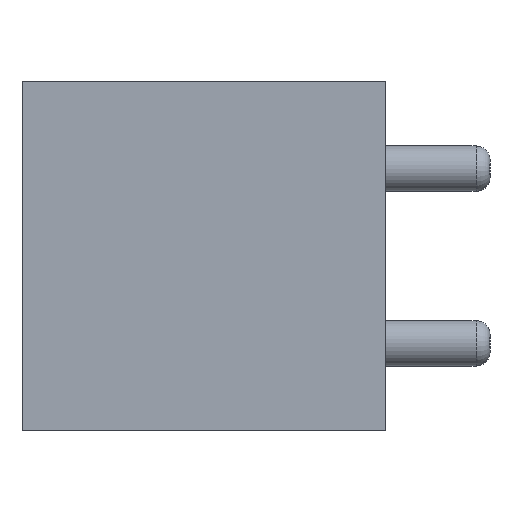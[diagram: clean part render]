
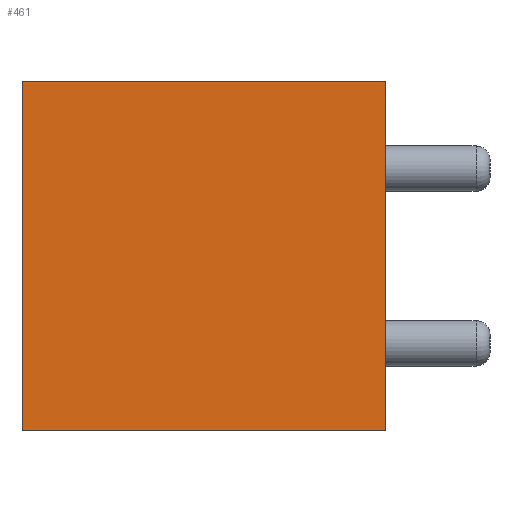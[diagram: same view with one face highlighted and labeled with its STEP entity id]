
A CAD part, left-side view. The second image highlights one B-rep face of the part: STEP entity #461.
In plain terms, the highlighted planar face has unit normal (-1, 0, 0).
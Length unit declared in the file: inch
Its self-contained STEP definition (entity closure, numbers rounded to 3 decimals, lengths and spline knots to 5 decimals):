
#28 = VECTOR ( 'NONE', #187, 39.37008 ) ;
#93 = EDGE_CURVE ( 'NONE', #1072, #113, #581, .T. ) ;
#113 = VERTEX_POINT ( 'NONE', #1178 ) ;
#116 = CARTESIAN_POINT ( 'NONE',  ( -0.59055, 0., -0.19685 ) ) ;
#134 = VECTOR ( 'NONE', #668, 39.37008 ) ;
#187 = DIRECTION ( 'NONE',  ( 0., 0., 1. ) ) ;
#200 = VERTEX_POINT ( 'NONE', #116 ) ;
#276 = CARTESIAN_POINT ( 'NONE',  ( -0.59055, 0., 0.19685 ) ) ;
#370 = VECTOR ( 'NONE', #1092, 39.37008 ) ;
#407 = EDGE_LOOP ( 'NONE', ( #1162, #996, #438, #652 ) ) ;
#433 = VECTOR ( 'NONE', #1243, 39.37008 ) ;
#438 = ORIENTED_EDGE ( 'NONE', *, *, #93, .F. ) ;
#461 = ADVANCED_FACE ( 'NONE', ( #729 ), #478, .F. ) ;
#478 = PLANE ( 'NONE',  #946 ) ;
#479 = EDGE_CURVE ( 'NONE', #113, #526, #1229, .T. ) ;
#506 = LINE ( 'NONE', #563, #134 ) ;
#514 = EDGE_CURVE ( 'NONE', #1072, #200, #506, .T. ) ;
#526 = VERTEX_POINT ( 'NONE', #276 ) ;
#563 = CARTESIAN_POINT ( 'NONE',  ( -0.59055, 0.40945, -0.19685 ) ) ;
#581 = LINE ( 'NONE', #766, #28 ) ;
#629 = LINE ( 'NONE', #1194, #370 ) ;
#652 = ORIENTED_EDGE ( 'NONE', *, *, #514, .T. ) ;
#668 = DIRECTION ( 'NONE',  ( 0., -1., 0. ) ) ;
#729 = FACE_OUTER_BOUND ( 'NONE', #407, .T. ) ;
#751 = CARTESIAN_POINT ( 'NONE',  ( -0.59055, 0.40945, -0.19685 ) ) ;
#766 = CARTESIAN_POINT ( 'NONE',  ( -0.59055, 0.40945, -0.19685 ) ) ;
#825 = CARTESIAN_POINT ( 'NONE',  ( -0.59055, 0.40945, -0.19685 ) ) ;
#946 = AXIS2_PLACEMENT_3D ( 'NONE', #751, #1237, #956 ) ;
#956 = DIRECTION ( 'NONE',  ( 0., 0., -1. ) ) ;
#996 = ORIENTED_EDGE ( 'NONE', *, *, #479, .F. ) ;
#1018 = EDGE_CURVE ( 'NONE', #200, #526, #629, .T. ) ;
#1072 = VERTEX_POINT ( 'NONE', #825 ) ;
#1092 = DIRECTION ( 'NONE',  ( 0., 0., 1. ) ) ;
#1151 = CARTESIAN_POINT ( 'NONE',  ( -0.59055, 0.40945, 0.19685 ) ) ;
#1162 = ORIENTED_EDGE ( 'NONE', *, *, #1018, .T. ) ;
#1178 = CARTESIAN_POINT ( 'NONE',  ( -0.59055, 0.40945, 0.19685 ) ) ;
#1194 = CARTESIAN_POINT ( 'NONE',  ( -0.59055, 0., -0.19685 ) ) ;
#1229 = LINE ( 'NONE', #1151, #433 ) ;
#1237 = DIRECTION ( 'NONE',  ( 1., 0., 0. ) ) ;
#1243 = DIRECTION ( 'NONE',  ( 0., -1., 0. ) ) ;
